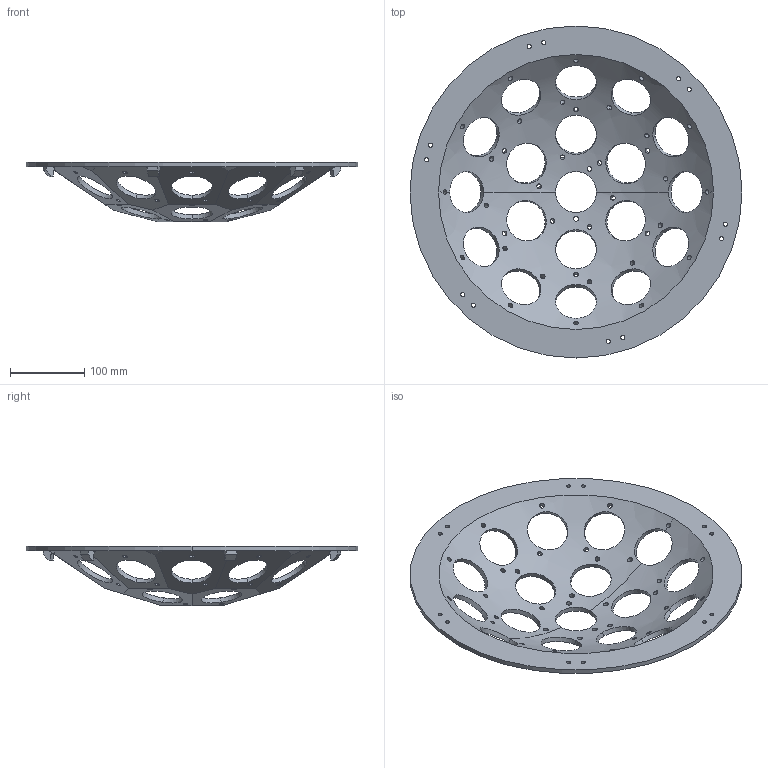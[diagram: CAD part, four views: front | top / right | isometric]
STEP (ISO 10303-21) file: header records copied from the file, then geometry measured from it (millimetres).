
FILE_DESCRIPTION (( 'STEP AP214' ), '1' );
FILE_NAME ('Shubham Matrix Improved_4.1_Flatface.STEP', '2020-10-16T01:16:05', ( '' ), ( '' ), 'SwSTEP 2.0', 'SolidWorks 2018', '' );
FILE_SCHEMA (( 'AUTOMOTIVE_DESIGN' ));
Length unit declared in the file: millimetre
Products named in the file (1): Shubham Matrix Improved_4.1_Flatface
Bounding box: 446 x 446 x 80 mm (x, y, z)
Volume: 921911.9 mm3; surface area: 292700 mm2
Topology: 1 solids, 1 shells, 248 faces, 737 edges, 488 vertices
Faces by surface type: cylinder 165, plane 57, sphere 26
Entity records: 10996 total; most frequent: CARTESIAN_POINT 3909, ORIENTED_EDGE 1474, DIRECTION 1467, EDGE_CURVE 737, AXIS2_PLACEMENT_3D 570, VERTEX_POINT 488, EDGE_LOOP 383, VECTOR 327
